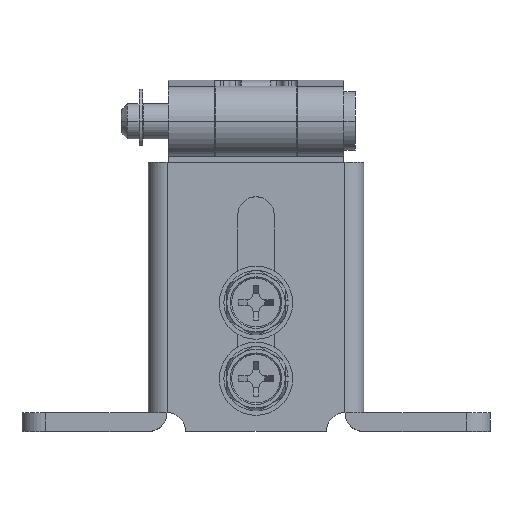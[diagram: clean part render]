
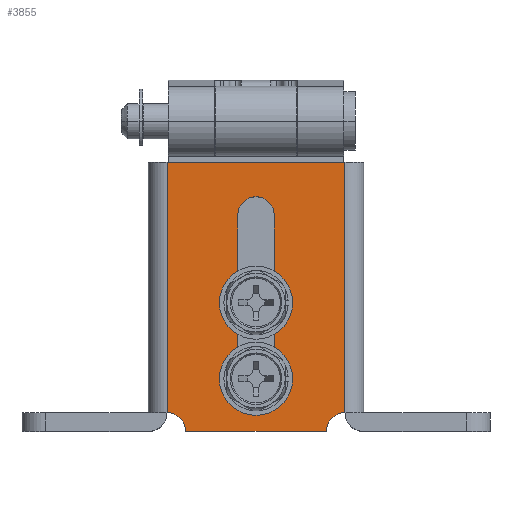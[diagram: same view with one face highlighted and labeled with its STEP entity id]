
A CAD part, top view. The second image highlights one B-rep face of the part: STEP entity #3855.
In plain terms, the highlighted planar face has unit normal (0, 0, 1).
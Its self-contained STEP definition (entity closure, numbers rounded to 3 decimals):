
#81 = EDGE_CURVE ( 'NONE', #2530, #3403, #1409, .T. ) ;
#110 = CARTESIAN_POINT ( 'NONE',  ( -15.2, 3.2, 15. ) ) ;
#129 = CARTESIAN_POINT ( 'NONE',  ( 15.2, 46., 15. ) ) ;
#208 = AXIS2_PLACEMENT_3D ( 'NONE', #7074, #5479, #4702 ) ;
#221 = ORIENTED_EDGE ( 'NONE', *, *, #316, .T. ) ;
#229 = LINE ( 'NONE', #6349, #622 ) ;
#262 = VERTEX_POINT ( 'NONE', #2253 ) ;
#301 = CARTESIAN_POINT ( 'NONE',  ( -3.1, 37., 15. ) ) ;
#316 = EDGE_CURVE ( 'NONE', #3403, #2287, #7642, .T. ) ;
#381 = DIRECTION ( 'NONE',  ( 0., 1., 0. ) ) ;
#429 = CIRCLE ( 'NONE', #1936, 3.1 ) ;
#622 = VECTOR ( 'NONE', #5552, 1000. ) ;
#648 = CARTESIAN_POINT ( 'NONE',  ( 15.2, 46., 15. ) ) ;
#1066 = CIRCLE ( 'NONE', #208, 3.2 ) ;
#1096 = ORIENTED_EDGE ( 'NONE', *, *, #7476, .F. ) ;
#1137 = EDGE_LOOP ( 'NONE', ( #1096, #3503, #221, #5643, #4667, #6161 ) ) ;
#1142 = AXIS2_PLACEMENT_3D ( 'NONE', #1724, #7066, #6244 ) ;
#1166 = VERTEX_POINT ( 'NONE', #110 ) ;
#1184 = CARTESIAN_POINT ( 'NONE',  ( 3.1, 37., 15. ) ) ;
#1218 = EDGE_LOOP ( 'NONE', ( #7552, #4216, #2689, #5906 ) ) ;
#1256 = DIRECTION ( 'NONE',  ( 1., 0., 0. ) ) ;
#1292 = VERTEX_POINT ( 'NONE', #3499 ) ;
#1353 = CARTESIAN_POINT ( 'NONE',  ( 3.1, 9., 15. ) ) ;
#1409 = LINE ( 'NONE', #648, #2715 ) ;
#1656 = DIRECTION ( 'NONE',  ( 0., -1., 0. ) ) ;
#1724 = CARTESIAN_POINT ( 'NONE',  ( 0., 37., 15. ) ) ;
#1765 = CARTESIAN_POINT ( 'NONE',  ( 3.1, 37., 15. ) ) ;
#1906 = VECTOR ( 'NONE', #4459, 1000. ) ;
#1936 = AXIS2_PLACEMENT_3D ( 'NONE', #2825, #2003, #1256 ) ;
#1938 = LINE ( 'NONE', #1184, #3183 ) ;
#2003 = DIRECTION ( 'NONE',  ( 0., 0., 1. ) ) ;
#2236 = CARTESIAN_POINT ( 'NONE',  ( -15.2, 46., 15. ) ) ;
#2253 = CARTESIAN_POINT ( 'NONE',  ( -12., 0., 15. ) ) ;
#2262 = VECTOR ( 'NONE', #1656, 1000. ) ;
#2287 = VERTEX_POINT ( 'NONE', #2236 ) ;
#2436 = CARTESIAN_POINT ( 'NONE',  ( 12., 0., 15. ) ) ;
#2442 = CARTESIAN_POINT ( 'NONE',  ( -15.2, 3.2, 15. ) ) ;
#2530 = VERTEX_POINT ( 'NONE', #6448 ) ;
#2599 = EDGE_CURVE ( 'NONE', #4719, #5222, #1938, .T. ) ;
#2689 = ORIENTED_EDGE ( 'NONE', *, *, #2599, .F. ) ;
#2715 = VECTOR ( 'NONE', #7545, 1000. ) ;
#2771 = EDGE_CURVE ( 'NONE', #262, #1166, #2897, .T. ) ;
#2825 = CARTESIAN_POINT ( 'NONE',  ( 0., 9., 15. ) ) ;
#2836 = CARTESIAN_POINT ( 'NONE',  ( -15.2, 0., 15. ) ) ;
#2897 = CIRCLE ( 'NONE', #3458, 3.2 ) ;
#3183 = VECTOR ( 'NONE', #381, 1000. ) ;
#3260 = DIRECTION ( 'NONE',  ( 0., 1., 0. ) ) ;
#3403 = VERTEX_POINT ( 'NONE', #129 ) ;
#3458 = AXIS2_PLACEMENT_3D ( 'NONE', #2836, #6579, #5802 ) ;
#3499 = CARTESIAN_POINT ( 'NONE',  ( -3.1, 9., 15. ) ) ;
#3503 = ORIENTED_EDGE ( 'NONE', *, *, #81, .T. ) ;
#3758 = EDGE_CURVE ( 'NONE', #2287, #1166, #4029, .T. ) ;
#3765 = VECTOR ( 'NONE', #6037, 1000. ) ;
#3855 = ADVANCED_FACE ( 'NONE', ( #4422, #6800 ), #5622, .F. ) ;
#3886 = EDGE_CURVE ( 'NONE', #4038, #262, #6044, .T. ) ;
#4029 = LINE ( 'NONE', #2442, #2262 ) ;
#4038 = VERTEX_POINT ( 'NONE', #2436 ) ;
#4073 = DIRECTION ( 'NONE',  ( 0., 0., -1. ) ) ;
#4216 = ORIENTED_EDGE ( 'NONE', *, *, #4649, .F. ) ;
#4422 = FACE_BOUND ( 'NONE', #1218, .T. ) ;
#4459 = DIRECTION ( 'NONE',  ( -1., 0., 0. ) ) ;
#4479 = CIRCLE ( 'NONE', #1142, 3.1 ) ;
#4649 = EDGE_CURVE ( 'NONE', #5222, #6603, #4479, .T. ) ;
#4667 = ORIENTED_EDGE ( 'NONE', *, *, #2771, .F. ) ;
#4702 = DIRECTION ( 'NONE',  ( 1., 0., 0. ) ) ;
#4719 = VERTEX_POINT ( 'NONE', #1353 ) ;
#4851 = CARTESIAN_POINT ( 'NONE',  ( 18.4, 46., 15. ) ) ;
#5222 = VERTEX_POINT ( 'NONE', #1765 ) ;
#5268 = CARTESIAN_POINT ( 'NONE',  ( 18.4, 0., 15. ) ) ;
#5479 = DIRECTION ( 'NONE',  ( 0., 0., 1. ) ) ;
#5552 = DIRECTION ( 'NONE',  ( 0., -1., 0. ) ) ;
#5622 = PLANE ( 'NONE',  #7038 ) ;
#5643 = ORIENTED_EDGE ( 'NONE', *, *, #3758, .T. ) ;
#5725 = EDGE_CURVE ( 'NONE', #6603, #1292, #229, .T. ) ;
#5802 = DIRECTION ( 'NONE',  ( -1., 0., 0. ) ) ;
#5906 = ORIENTED_EDGE ( 'NONE', *, *, #6393, .F. ) ;
#6037 = DIRECTION ( 'NONE',  ( -1., 0., 0. ) ) ;
#6044 = LINE ( 'NONE', #5268, #1906 ) ;
#6161 = ORIENTED_EDGE ( 'NONE', *, *, #3886, .F. ) ;
#6244 = DIRECTION ( 'NONE',  ( 1., 0., 0. ) ) ;
#6349 = CARTESIAN_POINT ( 'NONE',  ( -3.1, 37., 15. ) ) ;
#6393 = EDGE_CURVE ( 'NONE', #1292, #4719, #429, .T. ) ;
#6448 = CARTESIAN_POINT ( 'NONE',  ( 15.2, 3.2, 15. ) ) ;
#6579 = DIRECTION ( 'NONE',  ( 0., 0., 1. ) ) ;
#6603 = VERTEX_POINT ( 'NONE', #301 ) ;
#6800 = FACE_OUTER_BOUND ( 'NONE', #1137, .T. ) ;
#6808 = CARTESIAN_POINT ( 'NONE',  ( 18.4, 46., 15. ) ) ;
#7038 = AXIS2_PLACEMENT_3D ( 'NONE', #4851, #4073, #3260 ) ;
#7066 = DIRECTION ( 'NONE',  ( 0., 0., 1. ) ) ;
#7074 = CARTESIAN_POINT ( 'NONE',  ( 15.2, 0., 15. ) ) ;
#7476 = EDGE_CURVE ( 'NONE', #2530, #4038, #1066, .T. ) ;
#7545 = DIRECTION ( 'NONE',  ( 0., 1., 0. ) ) ;
#7552 = ORIENTED_EDGE ( 'NONE', *, *, #5725, .F. ) ;
#7642 = LINE ( 'NONE', #6808, #3765 ) ;
